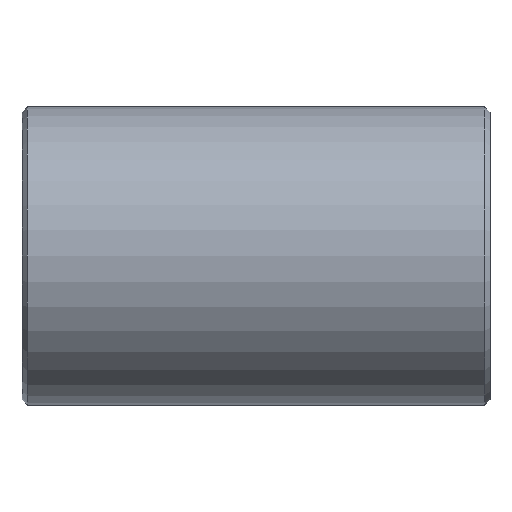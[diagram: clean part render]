
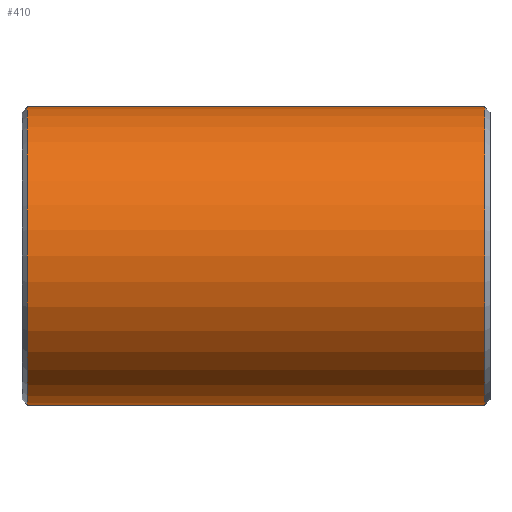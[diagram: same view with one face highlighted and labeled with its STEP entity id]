
A CAD part, front view. The second image highlights one B-rep face of the part: STEP entity #410.
In plain terms, the highlighted cylindrical face has radius 161.925 mm (diameter 323.85 mm), a partial arc.
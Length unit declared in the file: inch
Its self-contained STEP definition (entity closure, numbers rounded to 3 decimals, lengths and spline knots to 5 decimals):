
#2 = EDGE_CURVE ( 'NONE', #236, #211, #335, .T. ) ;
#3 = DIRECTION ( 'NONE',  ( 0., 0., 1. ) ) ;
#43 = EDGE_CURVE ( 'NONE', #211, #692, #862, .T. ) ;
#47 = ORIENTED_EDGE ( 'NONE', *, *, #665, .F. ) ;
#69 = DIRECTION ( 'NONE',  ( 1., 0., 0. ) ) ;
#135 = CARTESIAN_POINT ( 'NONE',  ( 10., 0., 6.375 ) ) ;
#136 = VECTOR ( 'NONE', #684, 39.37008 ) ;
#162 = AXIS2_PLACEMENT_3D ( 'NONE', #266, #333, #860 ) ;
#211 = VERTEX_POINT ( 'NONE', #319 ) ;
#236 = VERTEX_POINT ( 'NONE', #784 ) ;
#244 = CARTESIAN_POINT ( 'NONE',  ( 9.77067, 0., 0. ) ) ;
#250 = VECTOR ( 'NONE', #413, 39.37008 ) ;
#266 = CARTESIAN_POINT ( 'NONE',  ( 10., 0., 0. ) ) ;
#295 = EDGE_LOOP ( 'NONE', ( #47, #707, #850, #767 ) ) ;
#315 = VERTEX_POINT ( 'NONE', #339 ) ;
#319 = CARTESIAN_POINT ( 'NONE',  ( 9.77067, 0., 6.375 ) ) ;
#333 = DIRECTION ( 'NONE',  ( -1., 0., 0. ) ) ;
#335 = CIRCLE ( 'NONE', #818, 6.375 ) ;
#339 = CARTESIAN_POINT ( 'NONE',  ( -9.77067, 0., -6.375 ) ) ;
#387 = DIRECTION ( 'NONE',  ( 0., 0., -1. ) ) ;
#410 = ADVANCED_FACE ( 'NONE', ( #470 ), #724, .T. ) ;
#413 = DIRECTION ( 'NONE',  ( -1., 0., 0. ) ) ;
#423 = CARTESIAN_POINT ( 'NONE',  ( 10., 0., -6.375 ) ) ;
#429 = CARTESIAN_POINT ( 'NONE',  ( -9.77067, 0., 6.375 ) ) ;
#452 = EDGE_CURVE ( 'NONE', #692, #315, #592, .T. ) ;
#470 = FACE_OUTER_BOUND ( 'NONE', #295, .T. ) ;
#519 = DIRECTION ( 'NONE',  ( -1., 0., 0. ) ) ;
#592 = CIRCLE ( 'NONE', #725, 6.375 ) ;
#608 = CARTESIAN_POINT ( 'NONE',  ( -9.77067, 0., 0. ) ) ;
#665 = EDGE_CURVE ( 'NONE', #236, #315, #747, .T. ) ;
#684 = DIRECTION ( 'NONE',  ( -1., 0., 0. ) ) ;
#692 = VERTEX_POINT ( 'NONE', #429 ) ;
#707 = ORIENTED_EDGE ( 'NONE', *, *, #2, .T. ) ;
#724 = CYLINDRICAL_SURFACE ( 'NONE', #162, 6.375 ) ;
#725 = AXIS2_PLACEMENT_3D ( 'NONE', #608, #69, #3 ) ;
#747 = LINE ( 'NONE', #423, #136 ) ;
#767 = ORIENTED_EDGE ( 'NONE', *, *, #452, .T. ) ;
#784 = CARTESIAN_POINT ( 'NONE',  ( 9.77067, 0., -6.375 ) ) ;
#818 = AXIS2_PLACEMENT_3D ( 'NONE', #244, #519, #387 ) ;
#850 = ORIENTED_EDGE ( 'NONE', *, *, #43, .T. ) ;
#860 = DIRECTION ( 'NONE',  ( 0., 0., 1. ) ) ;
#862 = LINE ( 'NONE', #135, #250 ) ;
